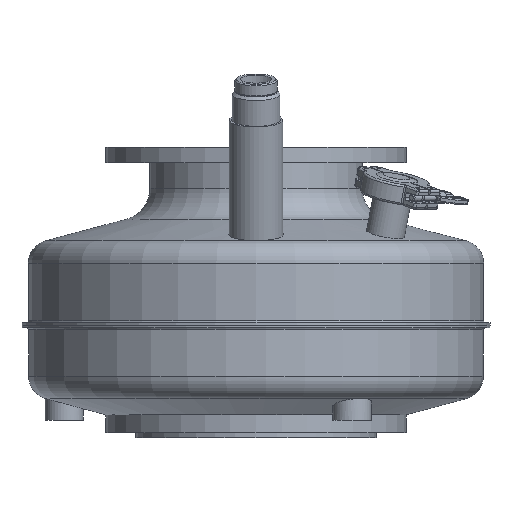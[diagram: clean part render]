
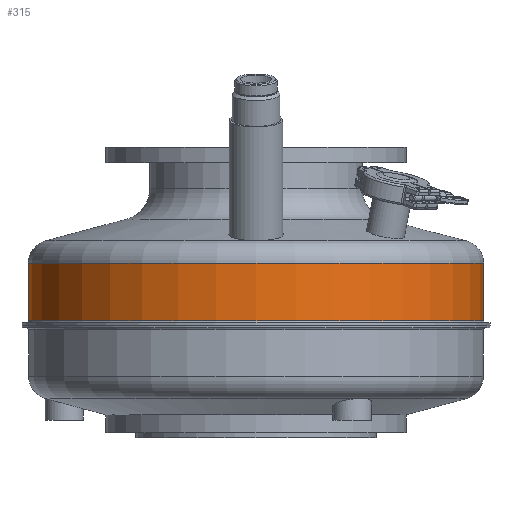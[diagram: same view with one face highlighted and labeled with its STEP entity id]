
A CAD part, front view. The second image highlights one B-rep face of the part: STEP entity #315.
In plain terms, the highlighted cylindrical face has radius 178 mm (diameter 356 mm), a full revolution.
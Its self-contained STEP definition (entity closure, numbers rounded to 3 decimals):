
#315=ADVANCED_FACE('',(#2750,#2752),#2754,.T.);
#2750=FACE_OUTER_BOUND('',#2751,.T.);
#2751=EDGE_LOOP('',(#4549));
#2752=FACE_OUTER_BOUND('',#2753,.T.);
#2753=EDGE_LOOP('',(#4550));
#2754=CYLINDRICAL_SURFACE('',#2755,178.);
#2755=AXIS2_PLACEMENT_3D('',#2756,#2757,#2758);
#2756=CARTESIAN_POINT('',(0.,0.,87.5));
#2757=DIRECTION('',(0.,0.,1.));
#2758=DIRECTION('',(-1.,0.,0.));
#4549=ORIENTED_EDGE('',*,*,#7061,.F.);
#4550=ORIENTED_EDGE('',*,*,#7060,.T.);
#7060=EDGE_CURVE('',#9953,#9953,#9954,.T.);
#7061=EDGE_CURVE('',#9955,#9955,#9956,.T.);
#9953=VERTEX_POINT('',#18021);
#9954=CIRCLE('',#18022,178.);
#9955=VERTEX_POINT('',#18026);
#9956=CIRCLE('',#18027,178.);
#18021=CARTESIAN_POINT('',(-178.,0.,87.5));
#18022=AXIS2_PLACEMENT_3D('',#18023,#18024,#18025);
#18023=CARTESIAN_POINT('',(0.,0.,87.5));
#18024=DIRECTION('',(0.,0.,1.));
#18025=DIRECTION('',(-1.,0.,0.));
#18026=CARTESIAN_POINT('',(-178.,0.,132.49));
#18027=AXIS2_PLACEMENT_3D('',#18028,#18029,#18030);
#18028=CARTESIAN_POINT('',(0.,0.,132.49));
#18029=DIRECTION('',(0.,0.,1.));
#18030=DIRECTION('',(-1.,0.,0.));
